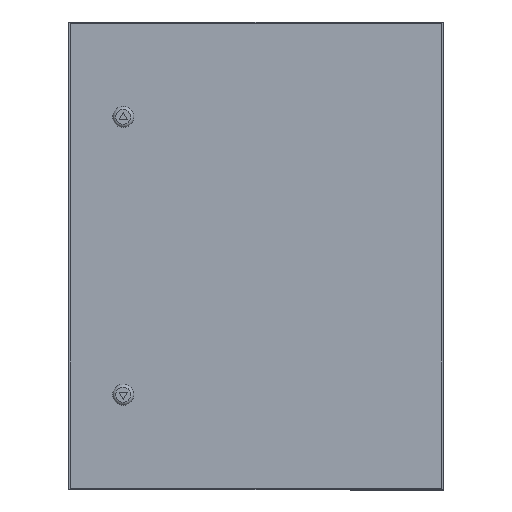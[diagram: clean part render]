
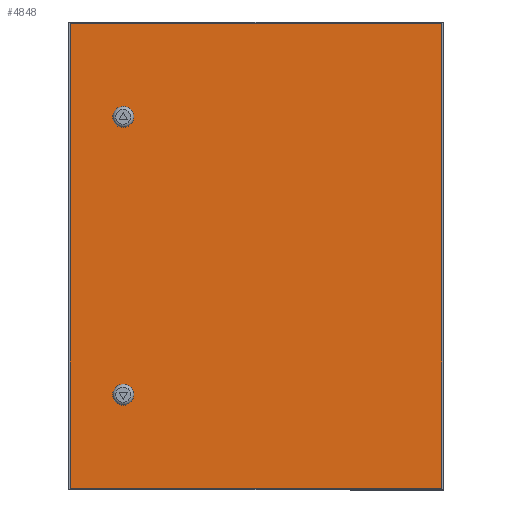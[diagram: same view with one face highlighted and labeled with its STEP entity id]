
A CAD part, top view. The second image highlights one B-rep face of the part: STEP entity #4848.
In plain terms, the highlighted planar face has unit normal (0, 0, 1).
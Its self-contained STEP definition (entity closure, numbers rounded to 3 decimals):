
#98 = ORIENTED_EDGE ( 'NONE', *, *, #750, .T. ) ;
#235 = VERTEX_POINT ( 'NONE', #771 ) ;
#390 = LINE ( 'NONE', #1241, #1385 ) ;
#488 = CARTESIAN_POINT ( 'NONE',  ( -171.281, 252.008, 762.5 ) ) ;
#734 = CIRCLE ( 'NONE', #4678, 11.25 ) ;
#750 = EDGE_CURVE ( 'NONE', #3926, #4660, #4538, .T. ) ;
#771 = CARTESIAN_POINT ( 'NONE',  ( -171.281, -244.992, 762.5 ) ) ;
#861 = CARTESIAN_POINT ( 'NONE',  ( 225.719, 252.008, 762.5 ) ) ;
#1002 = EDGE_LOOP ( 'NONE', ( #5330 ) ) ;
#1157 = EDGE_CURVE ( 'NONE', #5768, #5768, #734, .T. ) ;
#1241 = CARTESIAN_POINT ( 'NONE',  ( 225.719, -244.992, 762.5 ) ) ;
#1282 = DIRECTION ( 'NONE',  ( 1., 0., 0. ) ) ;
#1297 = AXIS2_PLACEMENT_3D ( 'NONE', #2529, #4384, #2464 ) ;
#1345 = LINE ( 'NONE', #3147, #1402 ) ;
#1385 = VECTOR ( 'NONE', #4467, 1000. ) ;
#1402 = VECTOR ( 'NONE', #5394, 1000. ) ;
#1428 = CARTESIAN_POINT ( 'NONE',  ( 225.719, -244.992, 762.5 ) ) ;
#1540 = LINE ( 'NONE', #4394, #4005 ) ;
#1564 = EDGE_LOOP ( 'NONE', ( #4615 ) ) ;
#1623 = CARTESIAN_POINT ( 'NONE',  ( -103.531, -144.992, 762.5 ) ) ;
#1697 = FACE_BOUND ( 'NONE', #1564, .T. ) ;
#1781 = DIRECTION ( 'NONE',  ( 0., 0., 1. ) ) ;
#1820 = DIRECTION ( 'NONE',  ( 1., 0., 0. ) ) ;
#1888 = CARTESIAN_POINT ( 'NONE',  ( -114.781, -144.992, 762.5 ) ) ;
#2195 = PLANE ( 'NONE',  #3695 ) ;
#2346 = EDGE_CURVE ( 'NONE', #2482, #3926, #1345, .T. ) ;
#2464 = DIRECTION ( 'NONE',  ( 1., 0., 0. ) ) ;
#2482 = VERTEX_POINT ( 'NONE', #1428 ) ;
#2529 = CARTESIAN_POINT ( 'NONE',  ( -114.781, 152.008, 762.5 ) ) ;
#2623 = ORIENTED_EDGE ( 'NONE', *, *, #2346, .T. ) ;
#2695 = ORIENTED_EDGE ( 'NONE', *, *, #4050, .T. ) ;
#3147 = CARTESIAN_POINT ( 'NONE',  ( 225.719, -244.992, 762.5 ) ) ;
#3636 = DIRECTION ( 'NONE',  ( 0., 0., 1. ) ) ;
#3695 = AXIS2_PLACEMENT_3D ( 'NONE', #5878, #1781, #1282 ) ;
#3709 = VERTEX_POINT ( 'NONE', #5569 ) ;
#3926 = VERTEX_POINT ( 'NONE', #5314 ) ;
#4005 = VECTOR ( 'NONE', #5225, 1000. ) ;
#4009 = EDGE_CURVE ( 'NONE', #3709, #3709, #4082, .T. ) ;
#4029 = ORIENTED_EDGE ( 'NONE', *, *, #4574, .T. ) ;
#4040 = EDGE_LOOP ( 'NONE', ( #4029, #2695, #2623, #98 ) ) ;
#4050 = EDGE_CURVE ( 'NONE', #235, #2482, #390, .T. ) ;
#4082 = CIRCLE ( 'NONE', #1297, 11.25 ) ;
#4384 = DIRECTION ( 'NONE',  ( 0., 0., -1. ) ) ;
#4394 = CARTESIAN_POINT ( 'NONE',  ( -171.281, -244.992, 762.5 ) ) ;
#4412 = FACE_BOUND ( 'NONE', #1002, .T. ) ;
#4467 = DIRECTION ( 'NONE',  ( 1., 0., 0. ) ) ;
#4491 = FACE_OUTER_BOUND ( 'NONE', #4040, .T. ) ;
#4538 = LINE ( 'NONE', #861, #5094 ) ;
#4574 = EDGE_CURVE ( 'NONE', #4660, #235, #1540, .T. ) ;
#4615 = ORIENTED_EDGE ( 'NONE', *, *, #4009, .T. ) ;
#4660 = VERTEX_POINT ( 'NONE', #488 ) ;
#4678 = AXIS2_PLACEMENT_3D ( 'NONE', #1888, #3636, #1820 ) ;
#4848 = ADVANCED_FACE ( 'NONE', ( #4412, #1697, #4491 ), #2195, .T. ) ;
#5094 = VECTOR ( 'NONE', #5913, 1000. ) ;
#5225 = DIRECTION ( 'NONE',  ( 0., -1., 0. ) ) ;
#5314 = CARTESIAN_POINT ( 'NONE',  ( 225.719, 252.008, 762.5 ) ) ;
#5330 = ORIENTED_EDGE ( 'NONE', *, *, #1157, .F. ) ;
#5394 = DIRECTION ( 'NONE',  ( 0., 1., 0. ) ) ;
#5569 = CARTESIAN_POINT ( 'NONE',  ( -103.531, 152.008, 762.5 ) ) ;
#5768 = VERTEX_POINT ( 'NONE', #1623 ) ;
#5878 = CARTESIAN_POINT ( 'NONE',  ( 27.219, 3.508, 762.5 ) ) ;
#5913 = DIRECTION ( 'NONE',  ( -1., 0., 0. ) ) ;
